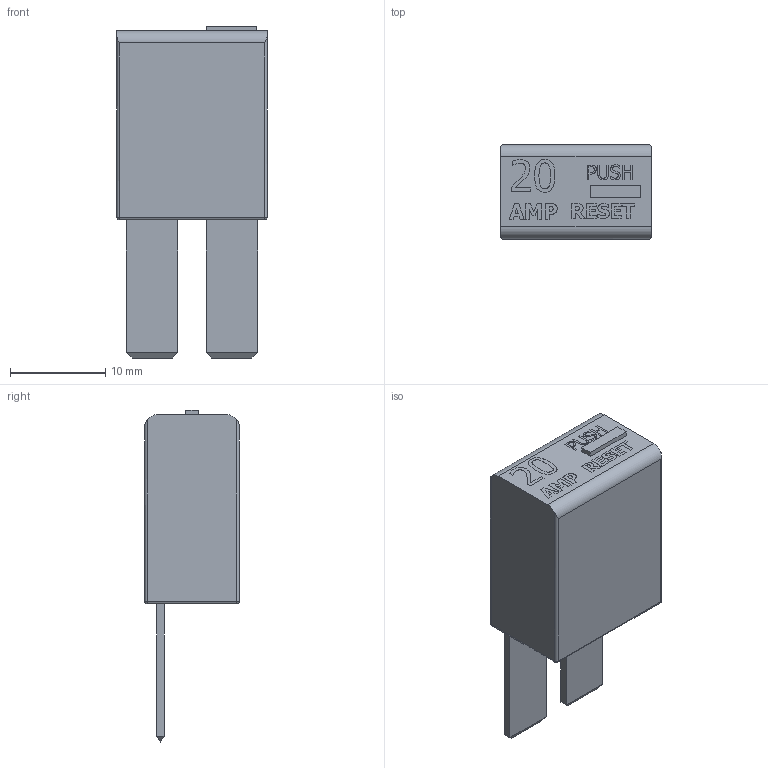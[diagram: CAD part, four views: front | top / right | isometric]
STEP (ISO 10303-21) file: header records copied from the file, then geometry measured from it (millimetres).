
FILE_DESCRIPTION(/* description */ (''),/* implementation_level */ '2;1');
FILE_NAME(/* name */ 'VB3-A30-F57.ipt.step',/* time_stamp */ '2017-01-04T15:02:54-08:00',/* author */ ('Autodesk Inc.'),/* organization */ ('Autodesk Inc.'),/* preprocessor_version */ 'ST-DEVELOPER v16.5',/* originating_system */ 'Autodesk Inventor 2017',/* authorisation */ '');
FILE_SCHEMA (('AUTOMOTIVE_DESIGN { 1 0 10303 214 3 1 1 }'));
Length unit declared in the file: inch
Products named in the file (1): VB3-A30-F57
Bounding box: 15.75 x 9.91 x 34.8 mm (x, y, z)
Volume: 3201.5 mm3; surface area: 1652.4 mm2
Topology: 1 solids, 1 shells, 263 faces, 701 edges, 458 vertices
Faces by surface type: plane 161, bspline 88, cylinder 10, sphere 4
Entity records: 8869 total; most frequent: CARTESIAN_POINT 2869, ORIENTED_EDGE 1394, DIRECTION 885, EDGE_CURVE 697, LINE 501, VECTOR 501, VERTEX_POINT 458, EDGE_LOOP 285
